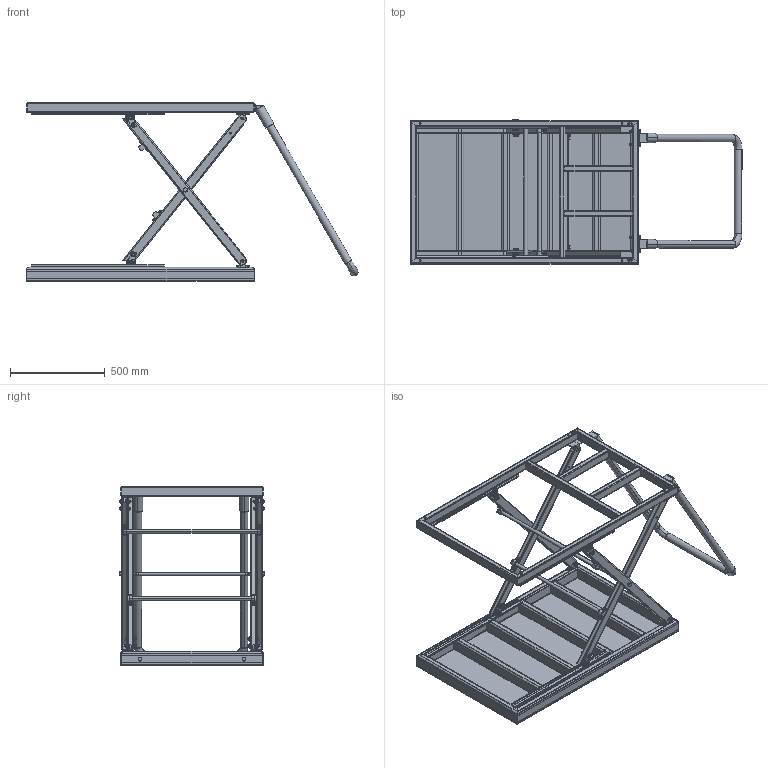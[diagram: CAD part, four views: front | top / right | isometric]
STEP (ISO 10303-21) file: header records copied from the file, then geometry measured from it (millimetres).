
FILE_DESCRIPTION (( 'STEP AP203' ), '1' );
FILE_NAME ('Assemblage2.STEP', '2017-09-13T15:23:26', ( '' ), ( '' ), 'SwSTEP 2.0', 'SolidWorks 2014', '' );
FILE_SCHEMA (( 'CONFIG_CONTROL_DESIGN' ));
Length unit declared in the file: millimetre
Products named in the file (30): rout de cisaux_D‚faut; SUPOR POUR TAB-siz_D‚faut; SUPOR MAIN_D‚faut; VIS POUR ROUT_PreviewCfg; CISEUXXXXXXX_D‚faut<Brut d''usinage>; VIS POUR LE SUPO SIZ_PreviewCfg; PORT MAI_D‚faut; BOLON POIUR LA ROUT_PreviewCfg; patte axe_D‚faut; SIZOOOO_D‚faut<Brut d''usinage>; BOLN POUR AXE VIR_D‚faut; BLON20_DＧaut; ECR BOL SUP_D‚faut; Assemblage2; SUPOR_DＧaut; PLATFORMME_D‚faut; SUPOR 2_DＧaut; raille pour la rout_D‚faut; TAB 2_D‚faut<Brut d''usinage>; AXE POUR VIR_D‚faut; Pièce4^Assemblage1 PLATFORM_D‚faut; AXE 2 POUR VIR_D‚faut; Assemblage1 PLATFORM_D‚faut; PLATFORM 2_D‚faut<Brut d''usinage>; PIVOT POUR VIR_Varsayilan<Brut d''usinage>
Assembly tree (78 placements, depth 3):
  Assemblage2
    PLATFORM 2_D‚faut<Brut d''usinage>
    SUPOR MAIN_D‚faut  x2
    PORT MAI_D‚faut
    BOLN POUR AXE VIR_D‚faut  x4
    ECR BOL SUP_D‚faut  x4
    Assemblage1 PLATFORM_D‚faut
      PLATFORMME_D‚faut
      TAB 2_D‚faut<Brut d''usinage>
    SUPOR POUR TAB-siz_D‚faut  x2
    VIS POUR LE SUPO SIZ_PreviewCfg  x14
    SIZOOOO_D‚faut<Brut d''usinage>
    SIZOOOO_D‚faut<Brut d''usinage>
    SUPOR_DＧaut  x4
    raille pour la rout_D‚faut
    raille pour la rout_D‚faut
    raille pour la rout_D‚faut  x2
    rout de cisaux_D‚faut  x4
    CISEUXXXXXXX_D‚faut<Brut d''usinage>
    patte axe_D‚faut  x7
    patte axe_D‚faut
    CISEUXXXXXXX_D‚faut<Brut d''usinage>
    SUPOR 2_DＧaut  x2
    AXE POUR VIR_D‚faut
    AXE 2 POUR VIR_D‚faut
    PIVOT POUR VIR_Varsayilan<Brut d''usinage>
    VIS POUR ROUT_PreviewCfg  x8
    BOLON POIUR LA ROUT_PreviewCfg  x8
    BLON20_DＧaut  x2
  Pièce4^Assemblage1 PLATFORM_D‚faut
Bounding box: 1749.65 x 764 x 940.33 mm (x, y, z)
Volume: 14986071.3 mm3; surface area: 8557501.5 mm2
Topology: 90 solids, 90 shells, 2222 faces, 5270 edges, 3274 vertices
Faces by surface type: plane 918, cylinder 704, cone 328, torus 148, bspline 96, sphere 28
Entity records: 37760 total; most frequent: CARTESIAN_POINT 8290, DIRECTION 5287, ORIENTED_EDGE 5126, EDGE_CURVE 2563, AXIS2_PLACEMENT_3D 1989, VERTEX_POINT 1646, LINE 1309, VECTOR 1309
